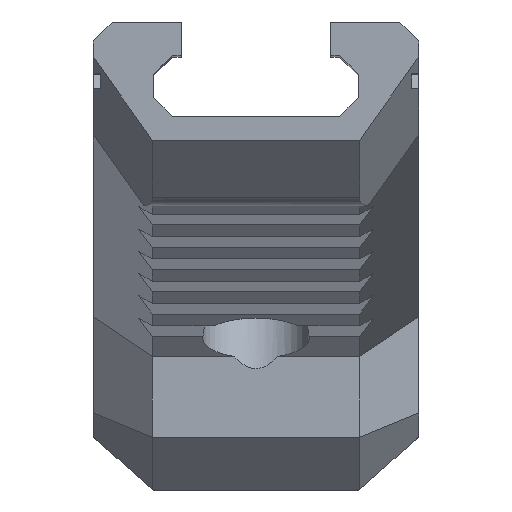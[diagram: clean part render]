
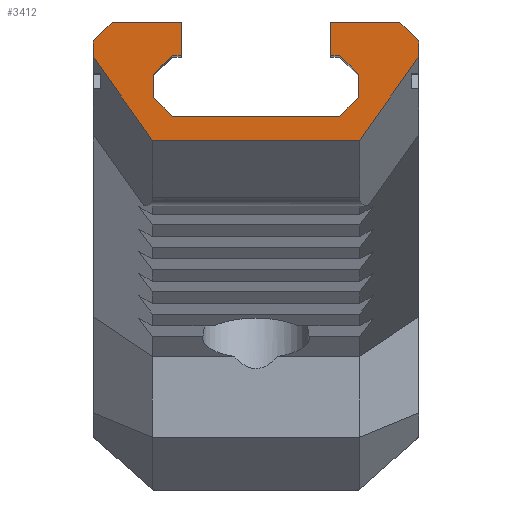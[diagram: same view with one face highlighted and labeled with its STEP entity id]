
A CAD part, top view. The second image highlights one B-rep face of the part: STEP entity #3412.
In plain terms, the highlighted planar face has unit normal (0, 0, 1).
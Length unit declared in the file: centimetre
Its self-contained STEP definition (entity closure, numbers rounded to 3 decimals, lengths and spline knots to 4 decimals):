
#223=PLANE('',#3628);
#232=VECTOR('',#3650,1.);
#314=VECTOR('',#3769,1.);
#359=VECTOR('',#3838,1.);
#428=VECTOR('',#3974,1.);
#513=VECTOR('',#4097,1.);
#542=VECTOR('',#4164,1.);
#545=VECTOR('',#4168,1.);
#547=VECTOR('',#4171,1.);
#549=VECTOR('',#4174,1.);
#553=VECTOR('',#4191,1.);
#555=VECTOR('',#4194,1.);
#558=VECTOR('',#4198,1.);
#561=VECTOR('',#4202,1.);
#563=VECTOR('',#4205,1.);
#565=VECTOR('',#4208,1.);
#580=VECTOR('',#4249,1.);
#606=VECTOR('',#4306,1.);
#610=VECTOR('',#4321,1.);
#619=LINE('',#4354,#232);
#701=LINE('',#4552,#314);
#746=LINE('',#4660,#359);
#815=LINE('',#4840,#428);
#900=LINE('',#5026,#513);
#929=LINE('',#5108,#542);
#932=LINE('',#5113,#545);
#934=LINE('',#5117,#547);
#936=LINE('',#5121,#549);
#940=LINE('',#5137,#553);
#942=LINE('',#5141,#555);
#945=LINE('',#5147,#558);
#948=LINE('',#5153,#561);
#950=LINE('',#5157,#563);
#952=LINE('',#5160,#565);
#967=LINE('',#5195,#580);
#993=LINE('',#5252,#606);
#997=LINE('',#5268,#610);
#1008=VERTEX_POINT('',#4353);
#1009=VERTEX_POINT('',#4355);
#1100=VERTEX_POINT('',#4551);
#1101=VERTEX_POINT('',#4553);
#1147=VERTEX_POINT('',#4659);
#1148=VERTEX_POINT('',#4661);
#1269=VERTEX_POINT('',#5025);
#1270=VERTEX_POINT('',#5027);
#1300=VERTEX_POINT('',#5107);
#1301=VERTEX_POINT('',#5109);
#1302=VERTEX_POINT('',#5116);
#1303=VERTEX_POINT('',#5120);
#1308=VERTEX_POINT('',#5138);
#1309=VERTEX_POINT('',#5142);
#1310=VERTEX_POINT('',#5146);
#1311=VERTEX_POINT('',#5149);
#1312=VERTEX_POINT('',#5152);
#1313=VERTEX_POINT('',#5156);
#1318=VERTEX_POINT('',#5196);
#1326=VERTEX_POINT('',#5251);
#1358=EDGE_CURVE('',#1008,#1009,#619,.T.);
#1461=EDGE_CURVE('',#1100,#1101,#701,.T.);
#1517=EDGE_CURVE('',#1147,#1148,#746,.T.);
#1608=EDGE_CURVE('',#1100,#1009,#815,.T.);
#1711=EDGE_CURVE('',#1270,#1269,#900,.T.);
#1759=EDGE_CURVE('',#1301,#1300,#929,.T.);
#1762=EDGE_CURVE('',#1270,#1300,#932,.T.);
#1764=EDGE_CURVE('',#1302,#1269,#934,.T.);
#1766=EDGE_CURVE('',#1302,#1303,#936,.T.);
#1776=EDGE_CURVE('',#1301,#1308,#940,.T.);
#1778=EDGE_CURVE('',#1309,#1308,#942,.T.);
#1781=EDGE_CURVE('',#1310,#1303,#945,.T.);
#1783=EDGE_CURVE('',#1310,#1311,#942,.T.);
#1785=EDGE_CURVE('',#1312,#1309,#948,.T.);
#1787=EDGE_CURVE('',#1311,#1313,#950,.T.);
#1789=EDGE_CURVE('',#1101,#1313,#952,.T.);
#1809=EDGE_CURVE('',#1318,#1148,#967,.T.);
#1826=EDGE_CURVE('',#1312,#1147,#952,.T.);
#1843=EDGE_CURVE('',#1008,#1326,#993,.T.);
#1849=EDGE_CURVE('',#1318,#1326,#997,.T.);
#2833=ORIENTED_EDGE('',*,*,#1785,.T.);
#2834=ORIENTED_EDGE('',*,*,#1778,.T.);
#2835=ORIENTED_EDGE('',*,*,#1776,.F.);
#2836=ORIENTED_EDGE('',*,*,#1759,.T.);
#2837=ORIENTED_EDGE('',*,*,#1762,.F.);
#2838=ORIENTED_EDGE('',*,*,#1711,.T.);
#2839=ORIENTED_EDGE('',*,*,#1764,.F.);
#2840=ORIENTED_EDGE('',*,*,#1766,.T.);
#2841=ORIENTED_EDGE('',*,*,#1781,.F.);
#2842=ORIENTED_EDGE('',*,*,#1783,.T.);
#2843=ORIENTED_EDGE('',*,*,#1787,.T.);
#2844=ORIENTED_EDGE('',*,*,#1789,.F.);
#2845=ORIENTED_EDGE('',*,*,#1461,.F.);
#2846=ORIENTED_EDGE('',*,*,#1608,.T.);
#2847=ORIENTED_EDGE('',*,*,#1358,.F.);
#2848=ORIENTED_EDGE('',*,*,#1843,.T.);
#2849=ORIENTED_EDGE('',*,*,#1849,.F.);
#2850=ORIENTED_EDGE('',*,*,#1809,.T.);
#2851=ORIENTED_EDGE('',*,*,#1517,.F.);
#2852=ORIENTED_EDGE('',*,*,#1826,.F.);
#3045=EDGE_LOOP('',(#2833,#2834,#2835,#2836,#2837,#2838,#2839,#2840,#2841,
#2842,#2843,#2844,#2845,#2846,#2847,#2848,#2849,#2850,#2851,#2852));
#3233=FACE_BOUND('',#3045,.T.);
#3412=ADVANCED_FACE('',(#3233),#223,.T.);
#3628=AXIS2_PLACEMENT_3D('',#5269,#4322,$);
#3650=DIRECTION('',(-0.577,0.816,0.));
#3769=DIRECTION('',(0.707,0.707,0.));
#3838=DIRECTION('',(0.707,-0.707,0.));
#3974=DIRECTION('',(0.,-1.,0.));
#4097=DIRECTION('',(-1.,0.,0.));
#4164=DIRECTION('',(0.,-1.,0.));
#4168=DIRECTION('',(0.707,0.707,0.));
#4171=DIRECTION('',(0.707,-0.707,0.));
#4174=DIRECTION('',(0.,1.,0.));
#4191=DIRECTION('',(-0.707,0.707,0.));
#4194=DIRECTION('',(1.,0.,0.));
#4198=DIRECTION('',(-0.707,-0.707,0.));
#4202=DIRECTION('',(0.,-1.,0.));
#4205=DIRECTION('',(0.,1.,0.));
#4208=DIRECTION('',(1.,0.,0.));
#4249=DIRECTION('',(0.,1.,0.));
#4306=DIRECTION('',(1.,0.,0.));
#4321=DIRECTION('',(-0.577,-0.816,0.));
#4322=DIRECTION('',(0.,0.,1.));
#4353=CARTESIAN_POINT('',(-1.1113,-4.9213,37.3856));
#4354=CARTESIAN_POINT('',(-1.0974,-4.9409,37.3856));
#4355=CARTESIAN_POINT('',(-1.7463,-4.0232,37.3856));
#4551=CARTESIAN_POINT('',(-1.7463,-3.8545,37.3856));
#4552=CARTESIAN_POINT('',(-1.8034,-3.9116,37.3856));
#4553=CARTESIAN_POINT('',(-1.5431,-3.6513,37.3856));
#4659=CARTESIAN_POINT('',(1.5431,-3.6513,37.3856));
#4660=CARTESIAN_POINT('',(0.9303,-3.0385,37.3856));
#4661=CARTESIAN_POINT('',(1.7463,-3.8545,37.3856));
#4840=CARTESIAN_POINT('',(-1.7463,-3.6513,37.3856));
#5025=CARTESIAN_POINT('',(-0.8966,-4.6641,37.3856));
#5026=CARTESIAN_POINT('',(-1.423,-4.6641,37.3856));
#5027=CARTESIAN_POINT('',(0.8966,-4.6641,37.3856));
#5107=CARTESIAN_POINT('',(1.0998,-4.4609,37.3856));
#5108=CARTESIAN_POINT('',(1.0998,-4.3116,37.3856));
#5109=CARTESIAN_POINT('',(1.0998,-4.2129,37.3856));
#5113=CARTESIAN_POINT('',(0.3812,-5.1795,37.3856));
#5116=CARTESIAN_POINT('',(-1.0998,-4.4609,37.3856));
#5117=CARTESIAN_POINT('',(-1.2543,-4.3064,37.3856));
#5120=CARTESIAN_POINT('',(-1.0998,-4.2129,37.3856));
#5121=CARTESIAN_POINT('',(-1.0998,-4.3116,37.3856));
#5137=CARTESIAN_POINT('',(0.3558,-3.4689,37.3856));
#5138=CARTESIAN_POINT('',(0.8966,-4.0097,37.3856));
#5141=CARTESIAN_POINT('',(-1.423,-4.0097,37.3856));
#5142=CARTESIAN_POINT('',(0.8001,-4.0097,37.3856));
#5146=CARTESIAN_POINT('',(-0.8966,-4.0097,37.3856));
#5147=CARTESIAN_POINT('',(-1.229,-4.342,37.3856));
#5149=CARTESIAN_POINT('',(-0.8001,-4.0097,37.3856));
#5152=CARTESIAN_POINT('',(0.8001,-3.6513,37.3856));
#5153=CARTESIAN_POINT('',(0.8001,-3.6814,37.3856));
#5156=CARTESIAN_POINT('',(-0.8001,-3.6513,37.3856));
#5157=CARTESIAN_POINT('',(-0.8001,-3.6814,37.3856));
#5160=CARTESIAN_POINT('',(-1.7463,-3.6513,37.3856));
#5195=CARTESIAN_POINT('',(1.7463,-3.6513,37.3856));
#5196=CARTESIAN_POINT('',(1.7463,-4.0232,37.3856));
#5251=CARTESIAN_POINT('',(1.1113,-4.9213,37.3856));
#5252=CARTESIAN_POINT('',(-1.7463,-4.9213,37.3856));
#5268=CARTESIAN_POINT('',(0.5153,-5.7641,37.3856));
#5269=CARTESIAN_POINT('',(-1.7463,-4.2863,37.3856));
